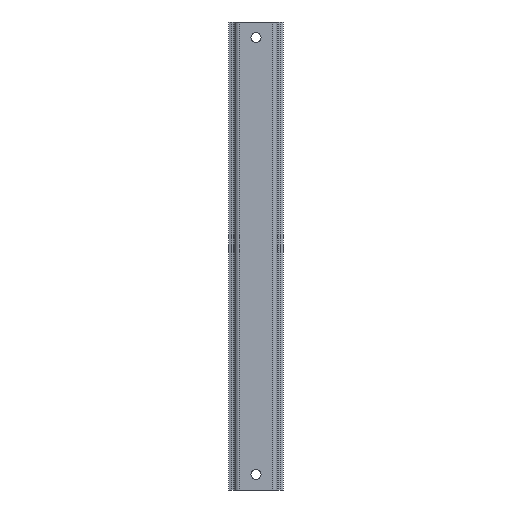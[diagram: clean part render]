
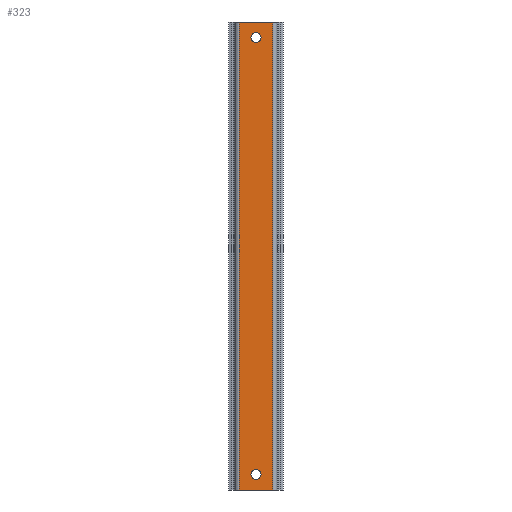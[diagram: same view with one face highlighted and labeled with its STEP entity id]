
A CAD part, front view. The second image highlights one B-rep face of the part: STEP entity #323.
In plain terms, the highlighted planar face has unit normal (0, -1, 0).
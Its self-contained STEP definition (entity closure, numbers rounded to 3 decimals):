
#74 = CARTESIAN_POINT ( 'NONE',  ( 10.8, 0., 10. ) ) ;
#83 = DIRECTION ( 'NONE',  ( 0., 0., 1. ) ) ;
#85 = DIRECTION ( 'NONE',  ( 0., 1., 0. ) ) ;
#101 = DIRECTION ( 'NONE',  ( 0., 0., -1. ) ) ;
#102 = DIRECTION ( 'NONE',  ( 1., 0., 0. ) ) ;
#119 = LINE ( 'NONE', #135, #535 ) ;
#125 = CARTESIAN_POINT ( 'NONE',  ( 0., 0., 300. ) ) ;
#127 = DIRECTION ( 'NONE',  ( 0., 0., -1. ) ) ;
#131 = LINE ( 'NONE', #125, #565 ) ;
#135 = CARTESIAN_POINT ( 'NONE',  ( 21.6, 0., 300. ) ) ;
#136 = CARTESIAN_POINT ( 'NONE',  ( 10.495, 0., 0. ) ) ;
#137 = LINE ( 'NONE', #136, #542 ) ;
#209 = DIRECTION ( 'NONE',  ( 0., 1., 0. ) ) ;
#210 = DIRECTION ( 'NONE',  ( 0., 0., 1. ) ) ;
#213 = FACE_BOUND ( 'NONE', #929, .T. ) ;
#214 = FACE_OUTER_BOUND ( 'NONE', #973, .T. ) ;
#216 = CARTESIAN_POINT ( 'NONE',  ( 10.495, 0., 300. ) ) ;
#217 = FACE_BOUND ( 'NONE', #932, .T. ) ;
#218 = PLANE ( 'NONE',  #507 ) ;
#238 = DIRECTION ( 'NONE',  ( 0., 1., 0. ) ) ;
#259 = CARTESIAN_POINT ( 'NONE',  ( 10.8, 0., 290. ) ) ;
#261 = DIRECTION ( 'NONE',  ( 0., 1., 0. ) ) ;
#273 = CARTESIAN_POINT ( 'NONE',  ( 10.8, 0., 10. ) ) ;
#278 = DIRECTION ( 'NONE',  ( 0., 0., 1. ) ) ;
#279 = DIRECTION ( 'NONE',  ( 0., 0., 1. ) ) ;
#281 = DIRECTION ( 'NONE',  ( 0., 0., 1. ) ) ;
#291 = CARTESIAN_POINT ( 'NONE',  ( 10.8, 0., 290. ) ) ;
#292 = DIRECTION ( 'NONE',  ( 0., 1., 0. ) ) ;
#323 = ADVANCED_FACE ( 'NONE', ( #213, #217, #214 ), #218, .F. ) ;
#330 = EDGE_CURVE ( 'NONE', #826, #795, #510, .T. ) ;
#332 = EDGE_CURVE ( 'NONE', #827, #796, #547, .T. ) ;
#344 = EDGE_CURVE ( 'NONE', #796, #827, #586, .T. ) ;
#351 = EDGE_CURVE ( 'NONE', #795, #826, #584, .T. ) ;
#364 = EDGE_CURVE ( 'NONE', #802, #799, #131, .T. ) ;
#367 = EDGE_CURVE ( 'NONE', #799, #837, #137, .T. ) ;
#371 = EDGE_CURVE ( 'NONE', #816, #837, #119, .T. ) ;
#391 = EDGE_CURVE ( 'NONE', #802, #816, #643, .T. ) ;
#455 = ORIENTED_EDGE ( 'NONE', *, *, #330, .T. ) ;
#483 = ORIENTED_EDGE ( 'NONE', *, *, #351, .T. ) ;
#507 = AXIS2_PLACEMENT_3D ( 'NONE', #216, #209, #210 ) ;
#510 = CIRCLE ( 'NONE', #520, 3.25 ) ;
#520 = AXIS2_PLACEMENT_3D ( 'NONE', #273, #238, #279 ) ;
#535 = VECTOR ( 'NONE', #127, 1000. ) ;
#542 = VECTOR ( 'NONE', #102, 1000. ) ;
#543 = AXIS2_PLACEMENT_3D ( 'NONE', #291, #292, #281 ) ;
#547 = CIRCLE ( 'NONE', #570, 3.25 ) ;
#554 = AXIS2_PLACEMENT_3D ( 'NONE', #74, #85, #83 ) ;
#565 = VECTOR ( 'NONE', #101, 1000. ) ;
#570 = AXIS2_PLACEMENT_3D ( 'NONE', #259, #261, #278 ) ;
#584 = CIRCLE ( 'NONE', #554, 3.25 ) ;
#586 = CIRCLE ( 'NONE', #543, 3.25 ) ;
#595 = VECTOR ( 'NONE', #647, 1000. ) ;
#643 = LINE ( 'NONE', #667, #595 ) ;
#647 = DIRECTION ( 'NONE',  ( 1., 0., 0. ) ) ;
#667 = CARTESIAN_POINT ( 'NONE',  ( 10.495, 0., 300. ) ) ;
#690 = CARTESIAN_POINT ( 'NONE',  ( 10.8, 0., 13.25 ) ) ;
#693 = CARTESIAN_POINT ( 'NONE',  ( 0., 0., 300. ) ) ;
#708 = CARTESIAN_POINT ( 'NONE',  ( 21.6, 0., 0. ) ) ;
#718 = CARTESIAN_POINT ( 'NONE',  ( 21.6, 0., 300. ) ) ;
#721 = CARTESIAN_POINT ( 'NONE',  ( 10.8, 0., 286.75 ) ) ;
#733 = CARTESIAN_POINT ( 'NONE',  ( 0., 0., 0. ) ) ;
#735 = CARTESIAN_POINT ( 'NONE',  ( 10.8, 0., 293.25 ) ) ;
#740 = CARTESIAN_POINT ( 'NONE',  ( 10.8, 0., 6.75 ) ) ;
#795 = VERTEX_POINT ( 'NONE', #690 ) ;
#796 = VERTEX_POINT ( 'NONE', #735 ) ;
#799 = VERTEX_POINT ( 'NONE', #733 ) ;
#802 = VERTEX_POINT ( 'NONE', #693 ) ;
#816 = VERTEX_POINT ( 'NONE', #718 ) ;
#826 = VERTEX_POINT ( 'NONE', #740 ) ;
#827 = VERTEX_POINT ( 'NONE', #721 ) ;
#837 = VERTEX_POINT ( 'NONE', #708 ) ;
#843 = ORIENTED_EDGE ( 'NONE', *, *, #391, .F. ) ;
#847 = ORIENTED_EDGE ( 'NONE', *, *, #367, .T. ) ;
#848 = ORIENTED_EDGE ( 'NONE', *, *, #364, .T. ) ;
#873 = ORIENTED_EDGE ( 'NONE', *, *, #332, .T. ) ;
#886 = ORIENTED_EDGE ( 'NONE', *, *, #344, .T. ) ;
#888 = ORIENTED_EDGE ( 'NONE', *, *, #371, .F. ) ;
#929 = EDGE_LOOP ( 'NONE', ( #483, #455 ) ) ;
#932 = EDGE_LOOP ( 'NONE', ( #886, #873 ) ) ;
#973 = EDGE_LOOP ( 'NONE', ( #847, #888, #843, #848 ) ) ;
